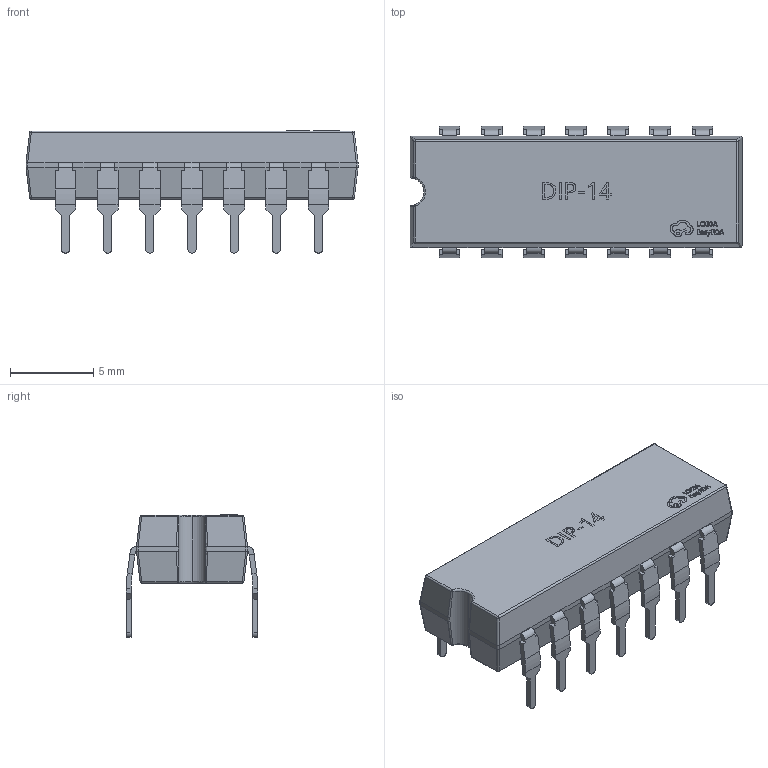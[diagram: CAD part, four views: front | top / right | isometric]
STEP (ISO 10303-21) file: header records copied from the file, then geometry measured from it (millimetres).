
FILE_DESCRIPTION (( 'STEP AP214' ), '1' );
FILE_NAME ('DIP-14_L20.0-W6.7-H4.1-LS7.62-P2.54.step', '2022-06-21T13:57:11', ( '' ), ( '' ), 'SwSTEP 2.0', 'SolidWorks 2020', '' );
FILE_SCHEMA (( 'AUTOMOTIVE_DESIGN' ));
Length unit declared in the file: millimetre
Products named in the file (1): DIP-14_L20.0-W6.7-H4.1-LS7.62-P2.54
Bounding box: 20 x 7.92 x 7.36 mm (x, y, z)
Volume: 542 mm3; surface area: 637.8 mm2
Topology: 1 solids, 1 shells, 782 faces, 2031 edges, 1286 vertices
Faces by surface type: plane 530, bspline 128, cylinder 110, sphere 12, torus 2
Entity records: 34053 total; most frequent: CARTESIAN_POINT 7180, ORIENTED_EDGE 4062, DIRECTION 3263, EDGE_CURVE 2031, VECTOR 1533, LINE 1533, VERTEX_POINT 1286, AXIS2_PLACEMENT_3D 865
